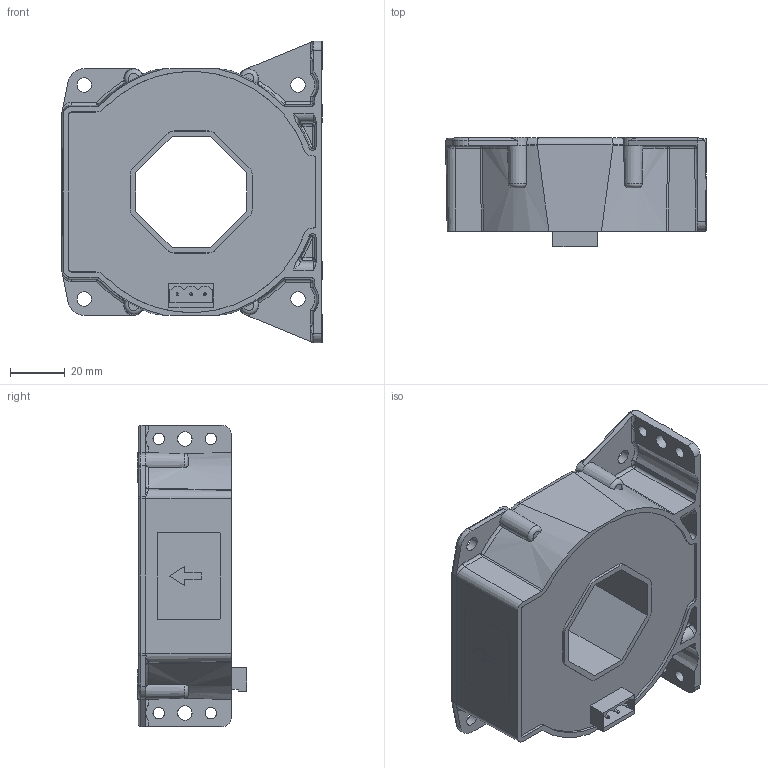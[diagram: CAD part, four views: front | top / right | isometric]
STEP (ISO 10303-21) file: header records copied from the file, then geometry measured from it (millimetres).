
FILE_DESCRIPTION(/* description */ (''),/* implementation_level */ '2;1');
FILE_NAME(/* name */ '100525126ugm000_b.stp',/* time_stamp */ '2019-05-13T08:57:03+02:00',/* author */ (''),/* organization */ (''),/* preprocessor_version */ 'ST-DEVELOPER v16.7',/* originating_system */ 'SIEMENS PLM Software NX 12.0',/* authorisation */ '');
FILE_SCHEMA (('AUTOMOTIVE_DESIGN { 1 0 10303 214 3 1 1 1 }'));
Length unit declared in the file: millimetre
Products named in the file (1): 100525126ugm000_b
Bounding box: 95 x 39.87 x 110 mm (x, y, z)
Volume: 201340.4 mm3; surface area: 38108 mm2
Topology: 1 solids, 2 shells, 510 faces, 1730 edges, 1654 vertices
Faces by surface type: plane 252, cylinder 123, cone 52, bspline 33, torus 24, extrusion 20, sphere 6
Full cylindrical faces by diameter (mm): 1 x3, 5.3 x4, 6.5 x4, 9.5 x4
Entity records: 24725 total; most frequent: CARTESIAN_POINT 6222, DIRECTION 2690, ORIENTED_EDGE 2504, EDGE_CURVE 1252, VECTOR 1064, LINE 1044, PRESENTATION_STYLE_ASSIGNMENT 890, VERTEX_POINT 829
